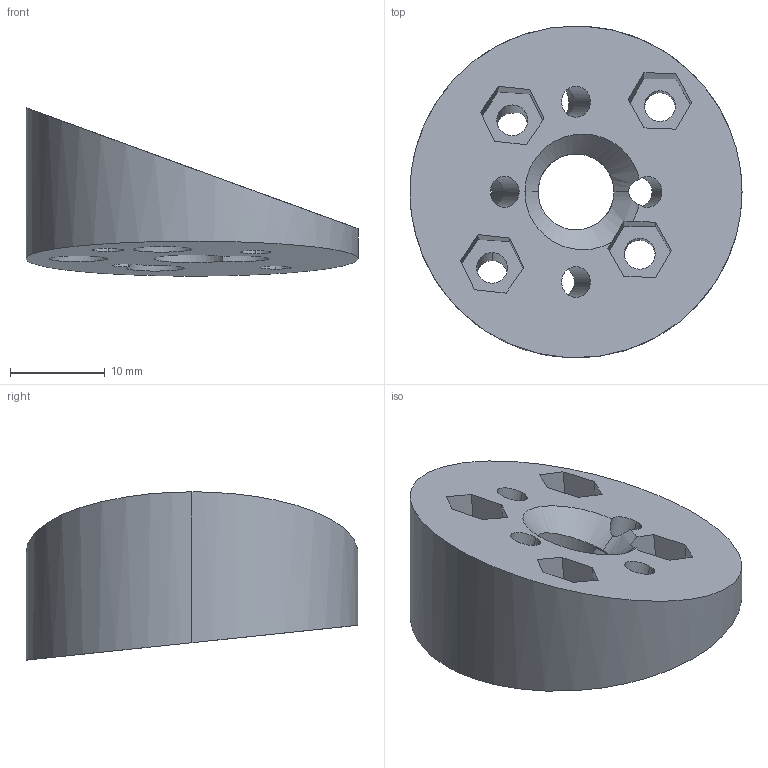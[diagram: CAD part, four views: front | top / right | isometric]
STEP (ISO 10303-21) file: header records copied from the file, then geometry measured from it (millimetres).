
FILE_DESCRIPTION (( 'STEP AP203' ), '1' );
FILE_NAME ('Leveled_Base_1_3_5_Mod_Predeterminado_sldprt.STEP', '2022-06-23T14:45:03', ( '' ), ( '' ), 'SwSTEP 2.0', 'SolidWorks 2020', '' );
FILE_SCHEMA (( 'CONFIG_CONTROL_DESIGN' ));
Length unit declared in the file: millimetre
Products named in the file (1): Leveled_Base_1_3_5_Mod_Predeterminado_sldprt
Bounding box: 35 x 34.99 x 17.74 mm (x, y, z)
Volume: 7188.3 mm3; surface area: 4119 mm2
Topology: 1 solids, 1 shells, 64 faces, 171 edges, 113 vertices
Faces by surface type: plane 34, cylinder 28, bspline 2
Entity records: 2748 total; most frequent: CARTESIAN_POINT 1077, ORIENTED_EDGE 342, DIRECTION 307, EDGE_CURVE 171, VERTEX_POINT 113, AXIS2_PLACEMENT_3D 104, VECTOR 99, LINE 99
